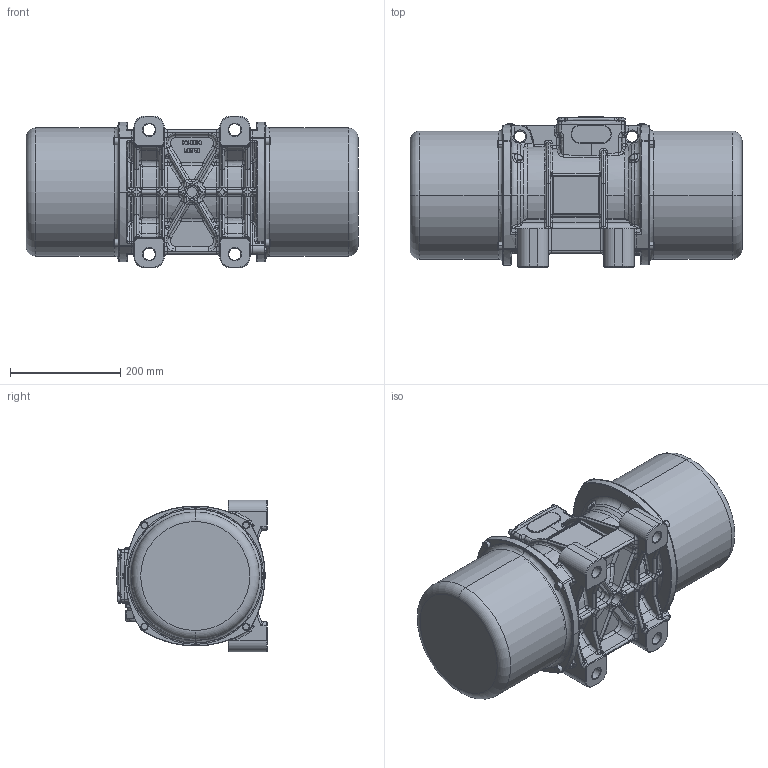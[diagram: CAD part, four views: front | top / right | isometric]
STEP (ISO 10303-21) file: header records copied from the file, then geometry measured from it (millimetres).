
FILE_DESCRIPTION (( 'STEP AP214' ), '1' );
FILE_NAME ('602426C NEG 162110 60HZ.STEP', '2022-08-29T15:11:09', ( '' ), ( '' ), 'SwSTEP 2.0', 'SolidWorks 2015', '' );
FILE_SCHEMA (( 'AUTOMOTIVE_DESIGN' ));
Length unit declared in the file: millimetre
Products named in the file (1): 602426C NEG 162110 60HZ
Bounding box: 601 x 271.68 x 275 mm (x, y, z)
Volume: 22942211.7 mm3; surface area: 1327351.1 mm2
Topology: 14 solids, 14 shells, 2851 faces, 6790 edges, 3925 vertices
Faces by surface type: bspline 1288, cylinder 632, plane 509, torus 234, cone 150, sphere 38
Entity records: 146097 total; most frequent: CARTESIAN_POINT 89729, ORIENTED_EDGE 13306, DIRECTION 9655, EDGE_CURVE 6653, VERTEX_POINT 3924, AXIS2_PLACEMENT_3D 3801, EDGE_LOOP 2965, FACE_OUTER_BOUND 2851
